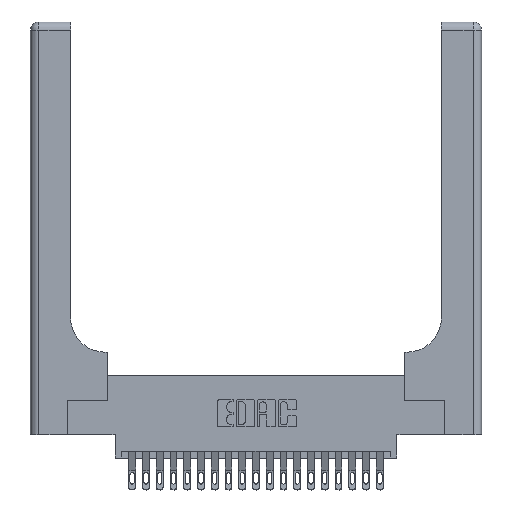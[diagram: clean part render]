
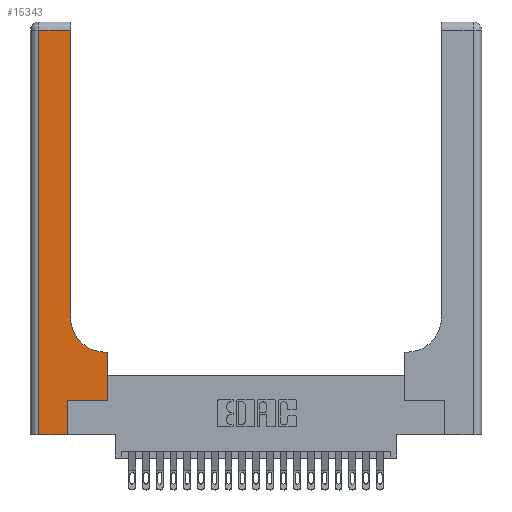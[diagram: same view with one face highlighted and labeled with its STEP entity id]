
A CAD part, top view. The second image highlights one B-rep face of the part: STEP entity #15343.
In plain terms, the highlighted planar face has unit normal (0, 0, 1).
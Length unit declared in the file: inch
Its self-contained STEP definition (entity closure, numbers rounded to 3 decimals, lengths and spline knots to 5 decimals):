
#106 = EDGE_CURVE ( 'NONE', #14002, #17976, #3876, .T. ) ;
#187 = DIRECTION ( 'NONE',  ( 0., 0., -1. ) ) ;
#669 = CARTESIAN_POINT ( 'NONE',  ( 0., 3., 0.37 ) ) ;
#1052 = FACE_OUTER_BOUND ( 'NONE', #5661, .T. ) ;
#1152 = CARTESIAN_POINT ( 'NONE',  ( 0.269, 0., 0.37 ) ) ;
#1685 = ORIENTED_EDGE ( 'NONE', *, *, #10293, .T. ) ;
#1956 = VERTEX_POINT ( 'NONE', #10648 ) ;
#2306 = CARTESIAN_POINT ( 'NONE',  ( 0.5585, 0.25, 0.37 ) ) ;
#2517 = ORIENTED_EDGE ( 'NONE', *, *, #23097, .T. ) ;
#2738 = VERTEX_POINT ( 'NONE', #4188 ) ;
#2742 = VECTOR ( 'NONE', #14370, 39.37008 ) ;
#3076 = DIRECTION ( 'NONE',  ( 0., 1., 0. ) ) ;
#3309 = VECTOR ( 'NONE', #5258, 39.37008 ) ;
#3876 = LINE ( 'NONE', #9067, #3309 ) ;
#4071 = ORIENTED_EDGE ( 'NONE', *, *, #7815, .T. ) ;
#4188 = CARTESIAN_POINT ( 'NONE',  ( 0.2915, 0.85, 0.37 ) ) ;
#5192 = CARTESIAN_POINT ( 'NONE',  ( 0.2915, 0.6, 0.37 ) ) ;
#5258 = DIRECTION ( 'NONE',  ( 0., -1., 0. ) ) ;
#5369 = AXIS2_PLACEMENT_3D ( 'NONE', #11254, #187, #13062 ) ;
#5661 = EDGE_LOOP ( 'NONE', ( #4071, #1685, #19944, #23342, #16634, #16092, #12684, #7902, #2517 ) ) ;
#6527 = VECTOR ( 'NONE', #20149, 39.37008 ) ;
#7496 = VERTEX_POINT ( 'NONE', #21754 ) ;
#7622 = LINE ( 'NONE', #5192, #2742 ) ;
#7815 = EDGE_CURVE ( 'NONE', #2738, #8001, #11434, .T. ) ;
#7902 = ORIENTED_EDGE ( 'NONE', *, *, #10915, .T. ) ;
#8001 = VERTEX_POINT ( 'NONE', #22293 ) ;
#8117 = DIRECTION ( 'NONE',  ( -1., 0., 0. ) ) ;
#8175 = CARTESIAN_POINT ( 'NONE',  ( 0.06, 2.94, 0.37 ) ) ;
#8445 = LINE ( 'NONE', #15663, #17510 ) ;
#8522 = DIRECTION ( 'NONE',  ( 1., 0., 0. ) ) ;
#8793 = CARTESIAN_POINT ( 'NONE',  ( 0.06, 0., 0.37 ) ) ;
#8929 = DIRECTION ( 'NONE',  ( -1., 0., 0. ) ) ;
#9067 = CARTESIAN_POINT ( 'NONE',  ( 0.06, 3., 0.37 ) ) ;
#9360 = AXIS2_PLACEMENT_3D ( 'NONE', #669, #18969, #8117 ) ;
#9388 = EDGE_CURVE ( 'NONE', #7496, #1956, #19020, .T. ) ;
#10293 = EDGE_CURVE ( 'NONE', #8001, #14002, #11659, .T. ) ;
#10400 = VECTOR ( 'NONE', #3076, 39.37008 ) ;
#10648 = CARTESIAN_POINT ( 'NONE',  ( 0.5585, 0.6, 0.37 ) ) ;
#10915 = EDGE_CURVE ( 'NONE', #1956, #20069, #7622, .T. ) ;
#11254 = CARTESIAN_POINT ( 'NONE',  ( 0.5415, 0.85, 0.37 ) ) ;
#11434 = LINE ( 'NONE', #18325, #6527 ) ;
#11659 = LINE ( 'NONE', #21594, #15319 ) ;
#12439 = CARTESIAN_POINT ( 'NONE',  ( 0.269, 0., 0.37 ) ) ;
#12684 = ORIENTED_EDGE ( 'NONE', *, *, #9388, .T. ) ;
#12804 = DIRECTION ( 'NONE',  ( 1., 0., 0. ) ) ;
#13062 = DIRECTION ( 'NONE',  ( 1., 0., 0. ) ) ;
#13434 = EDGE_CURVE ( 'NONE', #15598, #22378, #20023, .T. ) ;
#14002 = VERTEX_POINT ( 'NONE', #8175 ) ;
#14198 = CARTESIAN_POINT ( 'NONE',  ( 0.269, 0.25, 0.37 ) ) ;
#14370 = DIRECTION ( 'NONE',  ( -1., 0., 0. ) ) ;
#14803 = VECTOR ( 'NONE', #20525, 39.37008 ) ;
#15173 = VECTOR ( 'NONE', #12804, 39.37008 ) ;
#15319 = VECTOR ( 'NONE', #8929, 39.37008 ) ;
#15343 = ADVANCED_FACE ( 'NONE', ( #1052 ), #17078, .F. ) ;
#15598 = VERTEX_POINT ( 'NONE', #12439 ) ;
#15663 = CARTESIAN_POINT ( 'NONE',  ( 0.269, 0.25, 0.37 ) ) ;
#15739 = LINE ( 'NONE', #23637, #15173 ) ;
#16092 = ORIENTED_EDGE ( 'NONE', *, *, #18558, .T. ) ;
#16634 = ORIENTED_EDGE ( 'NONE', *, *, #13434, .T. ) ;
#17078 = PLANE ( 'NONE',  #9360 ) ;
#17181 = CARTESIAN_POINT ( 'NONE',  ( 0.5415, 0.6, 0.37 ) ) ;
#17510 = VECTOR ( 'NONE', #8522, 39.37008 ) ;
#17976 = VERTEX_POINT ( 'NONE', #8793 ) ;
#18325 = CARTESIAN_POINT ( 'NONE',  ( 0.2915, 3., 0.37 ) ) ;
#18558 = EDGE_CURVE ( 'NONE', #22378, #7496, #8445, .T. ) ;
#18969 = DIRECTION ( 'NONE',  ( 0., 0., -1. ) ) ;
#19020 = LINE ( 'NONE', #2306, #14803 ) ;
#19944 = ORIENTED_EDGE ( 'NONE', *, *, #106, .T. ) ;
#20023 = LINE ( 'NONE', #1152, #10400 ) ;
#20069 = VERTEX_POINT ( 'NONE', #17181 ) ;
#20149 = DIRECTION ( 'NONE',  ( 0., 1., 0. ) ) ;
#20315 = CIRCLE ( 'NONE', #5369, 0.25 ) ;
#20525 = DIRECTION ( 'NONE',  ( 0., 1., 0. ) ) ;
#20564 = EDGE_CURVE ( 'NONE', #17976, #15598, #15739, .T. ) ;
#21594 = CARTESIAN_POINT ( 'NONE',  ( 0., 2.94, 0.37 ) ) ;
#21754 = CARTESIAN_POINT ( 'NONE',  ( 0.5585, 0.25, 0.37 ) ) ;
#22293 = CARTESIAN_POINT ( 'NONE',  ( 0.2915, 2.94, 0.37 ) ) ;
#22378 = VERTEX_POINT ( 'NONE', #14198 ) ;
#23097 = EDGE_CURVE ( 'NONE', #20069, #2738, #20315, .T. ) ;
#23342 = ORIENTED_EDGE ( 'NONE', *, *, #20564, .T. ) ;
#23637 = CARTESIAN_POINT ( 'NONE',  ( 0., 0., 0.37 ) ) ;
